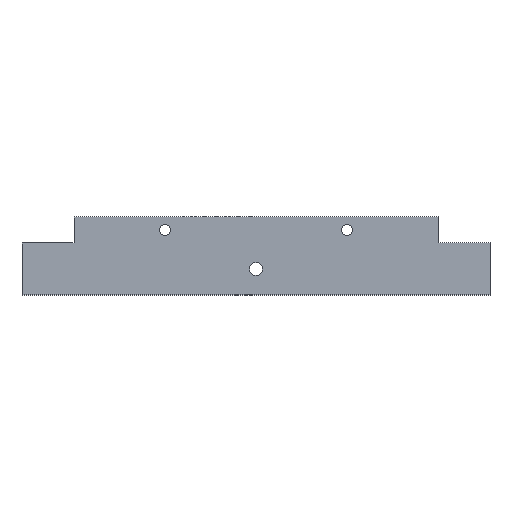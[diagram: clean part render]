
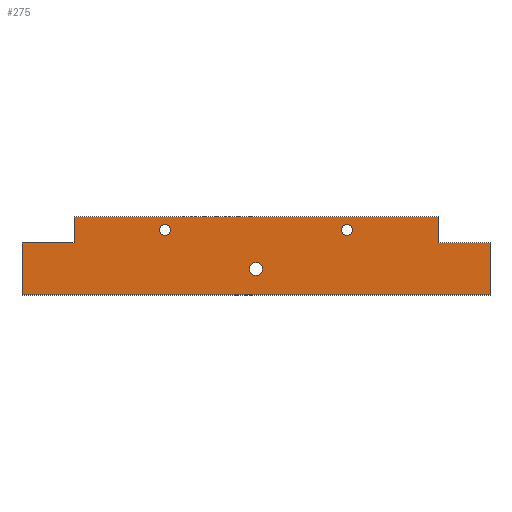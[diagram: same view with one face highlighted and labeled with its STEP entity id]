
A CAD part, top view. The second image highlights one B-rep face of the part: STEP entity #275.
In plain terms, the highlighted planar face has unit normal (0, 0, 1).
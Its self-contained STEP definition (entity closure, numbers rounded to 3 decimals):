
#2 = CARTESIAN_POINT ( 'NONE',  ( 70., -20., 5. ) ) ;
#7 = AXIS2_PLACEMENT_3D ( 'NONE', #31, #316, #533 ) ;
#11 = ORIENTED_EDGE ( 'NONE', *, *, #484, .T. ) ;
#14 = EDGE_CURVE ( 'NONE', #254, #312, #179, .T. ) ;
#17 = CARTESIAN_POINT ( 'NONE',  ( 105., -5., 5. ) ) ;
#23 = FACE_BOUND ( 'NONE', #150, .T. ) ;
#27 = ORIENTED_EDGE ( 'NONE', *, *, #535, .T. ) ;
#28 = CARTESIAN_POINT ( 'NONE',  ( -20., -10., 5. ) ) ;
#31 = CARTESIAN_POINT ( 'NONE',  ( 105., -5., 5. ) ) ;
#36 = VERTEX_POINT ( 'NONE', #283 ) ;
#51 = CARTESIAN_POINT ( 'NONE',  ( 160., -30., 5. ) ) ;
#55 = EDGE_CURVE ( 'NONE', #292, #544, #97, .T. ) ;
#58 = DIRECTION ( 'NONE',  ( 0., 1., 0. ) ) ;
#59 = EDGE_LOOP ( 'NONE', ( #125, #373 ) ) ;
#62 = FACE_OUTER_BOUND ( 'NONE', #480, .T. ) ;
#63 = ORIENTED_EDGE ( 'NONE', *, *, #525, .T. ) ;
#71 = CIRCLE ( 'NONE', #230, 2.5 ) ;
#83 = LINE ( 'NONE', #28, #343 ) ;
#85 = VERTEX_POINT ( 'NONE', #51 ) ;
#86 = LINE ( 'NONE', #92, #250 ) ;
#92 = CARTESIAN_POINT ( 'NONE',  ( -20., -30., 5. ) ) ;
#95 = DIRECTION ( 'NONE',  ( 0., 0., 1. ) ) ;
#97 = CIRCLE ( 'NONE', #228, 2.5 ) ;
#98 = AXIS2_PLACEMENT_3D ( 'NONE', #253, #566, #438 ) ;
#115 = CARTESIAN_POINT ( 'NONE',  ( 160., -30., 5. ) ) ;
#123 = ORIENTED_EDGE ( 'NONE', *, *, #14, .T. ) ;
#125 = ORIENTED_EDGE ( 'NONE', *, *, #443, .F. ) ;
#126 = LINE ( 'NONE', #214, #496 ) ;
#139 = CARTESIAN_POINT ( 'NONE',  ( 102.8, -5., 5. ) ) ;
#146 = CARTESIAN_POINT ( 'NONE',  ( 37.2, -5., 5. ) ) ;
#150 = EDGE_LOOP ( 'NONE', ( #176, #404 ) ) ;
#156 = DIRECTION ( 'NONE',  ( 0., 0., 1. ) ) ;
#158 = VECTOR ( 'NONE', #455, 1000. ) ;
#160 = LINE ( 'NONE', #359, #319 ) ;
#161 = VERTEX_POINT ( 'NONE', #556 ) ;
#162 = EDGE_CURVE ( 'NONE', #269, #510, #427, .T. ) ;
#165 = CARTESIAN_POINT ( 'NONE',  ( 140., -10., 5. ) ) ;
#176 = ORIENTED_EDGE ( 'NONE', *, *, #560, .F. ) ;
#179 = LINE ( 'NONE', #326, #398 ) ;
#185 = CARTESIAN_POINT ( 'NONE',  ( 0., 0., 5. ) ) ;
#199 = CARTESIAN_POINT ( 'NONE',  ( 32.8, -5., 5. ) ) ;
#202 = FACE_BOUND ( 'NONE', #495, .T. ) ;
#209 = DIRECTION ( 'NONE',  ( 0., 0., 1. ) ) ;
#213 = VERTEX_POINT ( 'NONE', #350 ) ;
#214 = CARTESIAN_POINT ( 'NONE',  ( 0., 0., 5. ) ) ;
#225 = DIRECTION ( 'NONE',  ( 0., -1., 0. ) ) ;
#227 = EDGE_CURVE ( 'NONE', #85, #254, #307, .T. ) ;
#228 = AXIS2_PLACEMENT_3D ( 'NONE', #2, #463, #238 ) ;
#229 = CIRCLE ( 'NONE', #7, 2.2 ) ;
#230 = AXIS2_PLACEMENT_3D ( 'NONE', #470, #95, #385 ) ;
#238 = DIRECTION ( 'NONE',  ( 1., 0., 0. ) ) ;
#240 = VECTOR ( 'NONE', #338, 1000. ) ;
#244 = DIRECTION ( 'NONE',  ( 1., 0., 0. ) ) ;
#250 = VECTOR ( 'NONE', #508, 1000. ) ;
#253 = CARTESIAN_POINT ( 'NONE',  ( 0., 0., 5. ) ) ;
#254 = VERTEX_POINT ( 'NONE', #529 ) ;
#259 = CARTESIAN_POINT ( 'NONE',  ( 67.5, -20., 5. ) ) ;
#261 = AXIS2_PLACEMENT_3D ( 'NONE', #17, #209, #244 ) ;
#269 = VERTEX_POINT ( 'NONE', #199 ) ;
#272 = LINE ( 'NONE', #165, #158 ) ;
#275 = ADVANCED_FACE ( 'NONE', ( #23, #202, #515, #62 ), #426, .F. ) ;
#278 = CARTESIAN_POINT ( 'NONE',  ( 72.5, -20., 5. ) ) ;
#283 = CARTESIAN_POINT ( 'NONE',  ( 0., -10., 5. ) ) ;
#287 = AXIS2_PLACEMENT_3D ( 'NONE', #290, #386, #328 ) ;
#290 = CARTESIAN_POINT ( 'NONE',  ( 35., -5., 5. ) ) ;
#292 = VERTEX_POINT ( 'NONE', #259 ) ;
#307 = LINE ( 'NONE', #115, #522 ) ;
#312 = VERTEX_POINT ( 'NONE', #575 ) ;
#313 = EDGE_CURVE ( 'NONE', #565, #401, #540, .T. ) ;
#316 = DIRECTION ( 'NONE',  ( 0., 0., 1. ) ) ;
#319 = VECTOR ( 'NONE', #527, 1000. ) ;
#320 = EDGE_CURVE ( 'NONE', #510, #269, #590, .T. ) ;
#326 = CARTESIAN_POINT ( 'NONE',  ( 160., -10., 5. ) ) ;
#328 = DIRECTION ( 'NONE',  ( 1., 0., 0. ) ) ;
#338 = DIRECTION ( 'NONE',  ( 0., -1., 0. ) ) ;
#342 = EDGE_CURVE ( 'NONE', #36, #161, #160, .T. ) ;
#343 = VECTOR ( 'NONE', #225, 1000. ) ;
#348 = ORIENTED_EDGE ( 'NONE', *, *, #227, .T. ) ;
#350 = CARTESIAN_POINT ( 'NONE',  ( 140., 0., 5. ) ) ;
#351 = ORIENTED_EDGE ( 'NONE', *, *, #342, .T. ) ;
#353 = DIRECTION ( 'NONE',  ( 1., 0., 0. ) ) ;
#356 = ORIENTED_EDGE ( 'NONE', *, *, #320, .F. ) ;
#359 = CARTESIAN_POINT ( 'NONE',  ( 0., -10., 5. ) ) ;
#360 = VERTEX_POINT ( 'NONE', #491 ) ;
#373 = ORIENTED_EDGE ( 'NONE', *, *, #313, .F. ) ;
#383 = CARTESIAN_POINT ( 'NONE',  ( 0., -10., 5. ) ) ;
#385 = DIRECTION ( 'NONE',  ( 1., 0., 0. ) ) ;
#386 = DIRECTION ( 'NONE',  ( 0., 0., 1. ) ) ;
#387 = EDGE_CURVE ( 'NONE', #213, #539, #126, .T. ) ;
#395 = ORIENTED_EDGE ( 'NONE', *, *, #409, .T. ) ;
#397 = CARTESIAN_POINT ( 'NONE',  ( 35., -5., 5. ) ) ;
#398 = VECTOR ( 'NONE', #579, 1000. ) ;
#401 = VERTEX_POINT ( 'NONE', #583 ) ;
#404 = ORIENTED_EDGE ( 'NONE', *, *, #55, .F. ) ;
#409 = EDGE_CURVE ( 'NONE', #161, #360, #83, .T. ) ;
#426 = PLANE ( 'NONE',  #98 ) ;
#427 = CIRCLE ( 'NONE', #287, 2.2 ) ;
#429 = AXIS2_PLACEMENT_3D ( 'NONE', #397, #156, #353 ) ;
#438 = DIRECTION ( 'NONE',  ( -1., 0., 0. ) ) ;
#443 = EDGE_CURVE ( 'NONE', #401, #565, #229, .T. ) ;
#455 = DIRECTION ( 'NONE',  ( 0., 1., 0. ) ) ;
#463 = DIRECTION ( 'NONE',  ( 0., 0., 1. ) ) ;
#470 = CARTESIAN_POINT ( 'NONE',  ( 70., -20., 5. ) ) ;
#480 = EDGE_LOOP ( 'NONE', ( #11, #483, #63, #351, #395, #27, #348, #123 ) ) ;
#483 = ORIENTED_EDGE ( 'NONE', *, *, #387, .T. ) ;
#484 = EDGE_CURVE ( 'NONE', #312, #213, #272, .T. ) ;
#491 = CARTESIAN_POINT ( 'NONE',  ( -20., -30., 5. ) ) ;
#495 = EDGE_LOOP ( 'NONE', ( #356, #557 ) ) ;
#496 = VECTOR ( 'NONE', #498, 1000. ) ;
#498 = DIRECTION ( 'NONE',  ( -1., 0., 0. ) ) ;
#502 = LINE ( 'NONE', #383, #240 ) ;
#508 = DIRECTION ( 'NONE',  ( 1., 0., 0. ) ) ;
#510 = VERTEX_POINT ( 'NONE', #146 ) ;
#515 = FACE_BOUND ( 'NONE', #59, .T. ) ;
#522 = VECTOR ( 'NONE', #58, 1000. ) ;
#525 = EDGE_CURVE ( 'NONE', #539, #36, #502, .T. ) ;
#527 = DIRECTION ( 'NONE',  ( -1., 0., 0. ) ) ;
#529 = CARTESIAN_POINT ( 'NONE',  ( 160., -10., 5. ) ) ;
#533 = DIRECTION ( 'NONE',  ( 1., 0., 0. ) ) ;
#535 = EDGE_CURVE ( 'NONE', #360, #85, #86, .T. ) ;
#539 = VERTEX_POINT ( 'NONE', #185 ) ;
#540 = CIRCLE ( 'NONE', #261, 2.2 ) ;
#544 = VERTEX_POINT ( 'NONE', #278 ) ;
#556 = CARTESIAN_POINT ( 'NONE',  ( -20., -10., 5. ) ) ;
#557 = ORIENTED_EDGE ( 'NONE', *, *, #162, .F. ) ;
#560 = EDGE_CURVE ( 'NONE', #544, #292, #71, .T. ) ;
#565 = VERTEX_POINT ( 'NONE', #139 ) ;
#566 = DIRECTION ( 'NONE',  ( 0., 0., -1. ) ) ;
#575 = CARTESIAN_POINT ( 'NONE',  ( 140., -10., 5. ) ) ;
#579 = DIRECTION ( 'NONE',  ( -1., 0., 0. ) ) ;
#583 = CARTESIAN_POINT ( 'NONE',  ( 107.2, -5., 5. ) ) ;
#590 = CIRCLE ( 'NONE', #429, 2.2 ) ;
